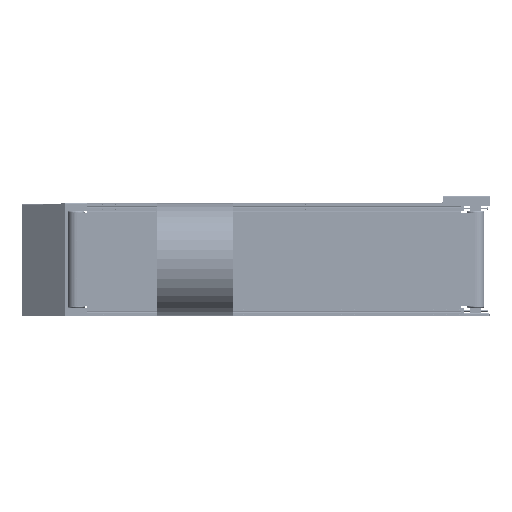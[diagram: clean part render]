
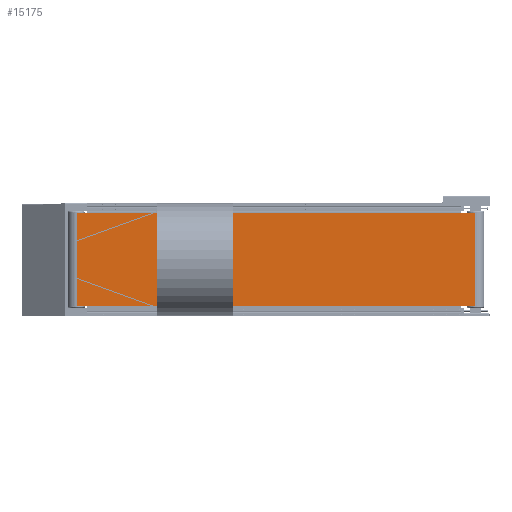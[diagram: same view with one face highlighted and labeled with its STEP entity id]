
A CAD part, top view. The second image highlights one B-rep face of the part: STEP entity #15175.
In plain terms, the highlighted planar face has unit normal (0, 0, 1).
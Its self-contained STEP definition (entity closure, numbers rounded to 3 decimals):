
#15057=CARTESIAN_POINT('Line Origine',(0.,0.,48.)) ;
#15061=CARTESIAN_POINT('Vertex',(0.,-250.,48.)) ;
#15063=CARTESIAN_POINT('Vertex',(0.,250.,48.)) ;
#15132=CARTESIAN_POINT('Vertex',(-2132.,-250.,48.)) ;
#15135=CARTESIAN_POINT('Line Origine',(-2132.,0.,48.)) ;
#15139=CARTESIAN_POINT('Vertex',(-2132.,250.,48.)) ;
#15154=CARTESIAN_POINT('Axis2P3D Location',(0.,0.,48.)) ;
#15159=CARTESIAN_POINT('Line Origine',(-1066.,250.,48.)) ;
#15164=CARTESIAN_POINT('Line Origine',(-1066.,-250.,48.)) ;
#15059=VECTOR('Line Direction',#15058,1.) ;
#15137=VECTOR('Line Direction',#15136,1.) ;
#15161=VECTOR('Line Direction',#15160,1.) ;
#15166=VECTOR('Line Direction',#15165,1.) ;
#15058=DIRECTION('Vector Direction',(0.,1.,0.)) ;
#15136=DIRECTION('Vector Direction',(0.,1.,0.)) ;
#15155=DIRECTION('Axis2P3D Direction',(0.,0.,-1.)) ;
#15156=DIRECTION('Axis2P3D XDirection',(-1.,0.,0.)) ;
#15160=DIRECTION('Vector Direction',(-1.,0.,0.)) ;
#15165=DIRECTION('Vector Direction',(-1.,0.,0.)) ;
#15157=AXIS2_PLACEMENT_3D('Plane Axis2P3D',#15154,#15155,#15156) ;
#15060=LINE('Line',#15057,#15059) ;
#15138=LINE('Line',#15135,#15137) ;
#15162=LINE('Line',#15159,#15161) ;
#15167=LINE('Line',#15164,#15166) ;
#15158=PLANE('',#15157) ;
#15065=EDGE_CURVE('',#15062,#15064,#15060,.T.) ;
#15141=EDGE_CURVE('',#15133,#15140,#15138,.T.) ;
#15163=EDGE_CURVE('',#15064,#15140,#15162,.T.) ;
#15168=EDGE_CURVE('',#15062,#15133,#15167,.T.) ;
#15170=ORIENTED_EDGE('',*,*,#15163,.T.) ;
#15171=ORIENTED_EDGE('',*,*,#15141,.F.) ;
#15172=ORIENTED_EDGE('',*,*,#15168,.F.) ;
#15173=ORIENTED_EDGE('',*,*,#15065,.T.) ;
#15169=EDGE_LOOP('',(#15170,#15171,#15172,#15173)) ;
#15062=VERTEX_POINT('',#15061) ;
#15064=VERTEX_POINT('',#15063) ;
#15133=VERTEX_POINT('',#15132) ;
#15140=VERTEX_POINT('',#15139) ;
#15175=ADVANCED_FACE('PartBody',(#15174),#15158,.F.) ;
#15174=FACE_OUTER_BOUND('',#15169,.T.) ;
